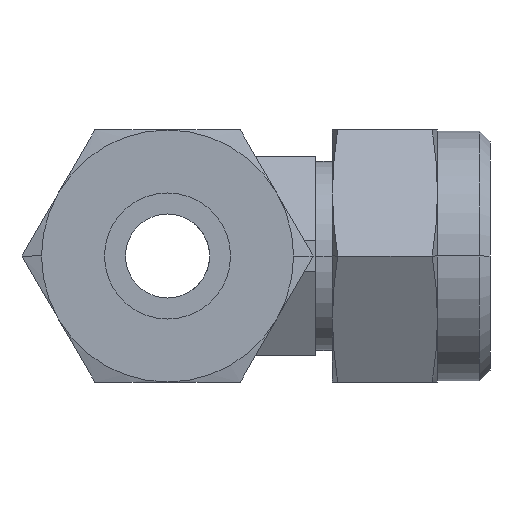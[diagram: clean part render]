
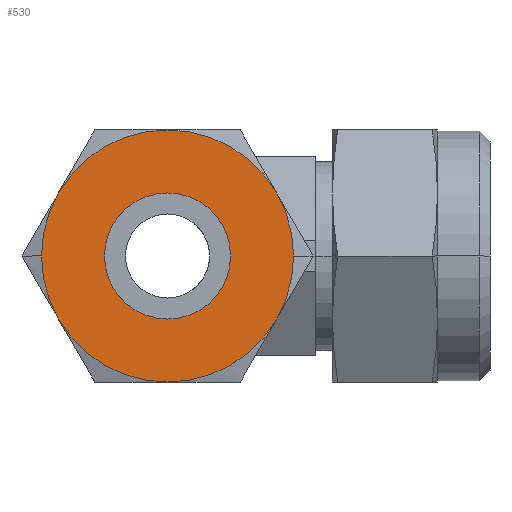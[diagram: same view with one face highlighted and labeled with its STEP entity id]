
A CAD part, left-side view. The second image highlights one B-rep face of the part: STEP entity #530.
In plain terms, the highlighted planar face has unit normal (-1, 0, 0).
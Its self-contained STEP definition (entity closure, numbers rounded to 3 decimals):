
#530 = ADVANCED_FACE( '', ( #1087, #1088 ), #1089, .T. );
#1087 = FACE_OUTER_BOUND( '', #1647, .T. );
#1088 = FACE_BOUND( '', #1648, .T. );
#1089 = PLANE( '', #1649 );
#1647 = EDGE_LOOP( '', ( #3638, #3639, #3640, #3641, #3642, #3643, #3644, #3645 ) );
#1648 = EDGE_LOOP( '', ( #3646, #3647 ) );
#1649 = AXIS2_PLACEMENT_3D( '', #3648, #3649, #3650 );
#3638 = ORIENTED_EDGE( '', *, *, #4264, .F. );
#3639 = ORIENTED_EDGE( '', *, *, #4265, .F. );
#3640 = ORIENTED_EDGE( '', *, *, #4260, .F. );
#3641 = ORIENTED_EDGE( '', *, *, #4261, .F. );
#3642 = ORIENTED_EDGE( '', *, *, #4221, .F. );
#3643 = ORIENTED_EDGE( '', *, *, #4262, .F. );
#3644 = ORIENTED_EDGE( '', *, *, #4263, .F. );
#3645 = ORIENTED_EDGE( '', *, *, #4217, .F. );
#3646 = ORIENTED_EDGE( '', *, *, #4271, .T. );
#3647 = ORIENTED_EDGE( '', *, *, #4201, .T. );
#3648 = CARTESIAN_POINT( '', ( -38., -9., 0. ) );
#3649 = DIRECTION( '', ( -1., 0., 0. ) );
#3650 = DIRECTION( '', ( 0., 1., 0. ) );
#4201 = EDGE_CURVE( '', #5142, #5139, #5143, .T. );
#4217 = EDGE_CURVE( '', #5167, #5170, #5171, .T. );
#4221 = EDGE_CURVE( '', #5176, #5174, #5178, .T. );
#4260 = EDGE_CURVE( '', #5194, #5213, #5239, .T. );
#4261 = EDGE_CURVE( '', #5174, #5194, #5240, .T. );
#4262 = EDGE_CURVE( '', #5226, #5176, #5241, .T. );
#4263 = EDGE_CURVE( '', #5170, #5226, #5242, .T. );
#4264 = EDGE_CURVE( '', #5206, #5167, #5243, .T. );
#4265 = EDGE_CURVE( '', #5213, #5206, #5244, .T. );
#4271 = EDGE_CURVE( '', #5139, #5142, #5250, .T. );
#5139 = VERTEX_POINT( '', #6936 );
#5142 = VERTEX_POINT( '', #6940 );
#5143 = CIRCLE( '', #6941, 6. );
#5167 = VERTEX_POINT( '', #6974 );
#5170 = VERTEX_POINT( '', #6978 );
#5171 = CIRCLE( '', #6979, 12. );
#5174 = VERTEX_POINT( '', #6991 );
#5176 = VERTEX_POINT( '', #6994 );
#5178 = CIRCLE( '', #7005, 12. );
#5194 = VERTEX_POINT( '', #7051 );
#5206 = VERTEX_POINT( '', #7101 );
#5213 = VERTEX_POINT( '', #7145 );
#5226 = VERTEX_POINT( '', #7222 );
#5239 = CIRCLE( '', #7272, 12. );
#5240 = CIRCLE( '', #7273, 12. );
#5241 = CIRCLE( '', #7274, 12. );
#5242 = CIRCLE( '', #7275, 12. );
#5243 = CIRCLE( '', #7276, 12. );
#5244 = CIRCLE( '', #7277, 12. );
#5250 = CIRCLE( '', #7283, 6. );
#6936 = CARTESIAN_POINT( '', ( -38., -6., 0. ) );
#6940 = CARTESIAN_POINT( '', ( -38., 6., 0. ) );
#6941 = AXIS2_PLACEMENT_3D( '', #8102, #8103, #8104 );
#6974 = CARTESIAN_POINT( '', ( -38., -12., 0. ) );
#6978 = CARTESIAN_POINT( '', ( -38., -10.392, -6. ) );
#6979 = AXIS2_PLACEMENT_3D( '', #8130, #8131, #8132 );
#6991 = CARTESIAN_POINT( '', ( -38., 12., 0. ) );
#6994 = CARTESIAN_POINT( '', ( -38., 10.392, -6. ) );
#7005 = AXIS2_PLACEMENT_3D( '', #8134, #8135, #8136 );
#7051 = CARTESIAN_POINT( '', ( -38., 10.392, 6. ) );
#7101 = CARTESIAN_POINT( '', ( -38., -10.392, 6. ) );
#7145 = CARTESIAN_POINT( '', ( -38., 0., 12. ) );
#7222 = CARTESIAN_POINT( '', ( -38., 0., -12. ) );
#7272 = AXIS2_PLACEMENT_3D( '', #8169, #8170, #8171 );
#7273 = AXIS2_PLACEMENT_3D( '', #8172, #8173, #8174 );
#7274 = AXIS2_PLACEMENT_3D( '', #8175, #8176, #8177 );
#7275 = AXIS2_PLACEMENT_3D( '', #8178, #8179, #8180 );
#7276 = AXIS2_PLACEMENT_3D( '', #8181, #8182, #8183 );
#7277 = AXIS2_PLACEMENT_3D( '', #8184, #8185, #8186 );
#7283 = AXIS2_PLACEMENT_3D( '', #8202, #8203, #8204 );
#8102 = CARTESIAN_POINT( '', ( -38., 0., 0. ) );
#8103 = DIRECTION( '', ( 1., 0., 0. ) );
#8104 = DIRECTION( '', ( 0., -1., 0. ) );
#8130 = CARTESIAN_POINT( '', ( -38., 0., 0. ) );
#8131 = DIRECTION( '', ( 1., 0., 0. ) );
#8132 = DIRECTION( '', ( 0., -1., 0. ) );
#8134 = CARTESIAN_POINT( '', ( -38., 0., 0. ) );
#8135 = DIRECTION( '', ( 1., 0., 0. ) );
#8136 = DIRECTION( '', ( 0., -1., 0. ) );
#8169 = CARTESIAN_POINT( '', ( -38., 0., 0. ) );
#8170 = DIRECTION( '', ( 1., 0., 0. ) );
#8171 = DIRECTION( '', ( 0., -1., 0. ) );
#8172 = CARTESIAN_POINT( '', ( -38., 0., 0. ) );
#8173 = DIRECTION( '', ( 1., 0., 0. ) );
#8174 = DIRECTION( '', ( 0., -1., 0. ) );
#8175 = CARTESIAN_POINT( '', ( -38., 0., 0. ) );
#8176 = DIRECTION( '', ( 1., 0., 0. ) );
#8177 = DIRECTION( '', ( 0., -1., 0. ) );
#8178 = CARTESIAN_POINT( '', ( -38., 0., 0. ) );
#8179 = DIRECTION( '', ( 1., 0., 0. ) );
#8180 = DIRECTION( '', ( 0., -1., 0. ) );
#8181 = CARTESIAN_POINT( '', ( -38., 0., 0. ) );
#8182 = DIRECTION( '', ( 1., 0., 0. ) );
#8183 = DIRECTION( '', ( 0., -1., 0. ) );
#8184 = CARTESIAN_POINT( '', ( -38., 0., 0. ) );
#8185 = DIRECTION( '', ( 1., 0., 0. ) );
#8186 = DIRECTION( '', ( 0., -1., 0. ) );
#8202 = CARTESIAN_POINT( '', ( -38., 0., 0. ) );
#8203 = DIRECTION( '', ( 1., 0., 0. ) );
#8204 = DIRECTION( '', ( 0., -1., 0. ) );
